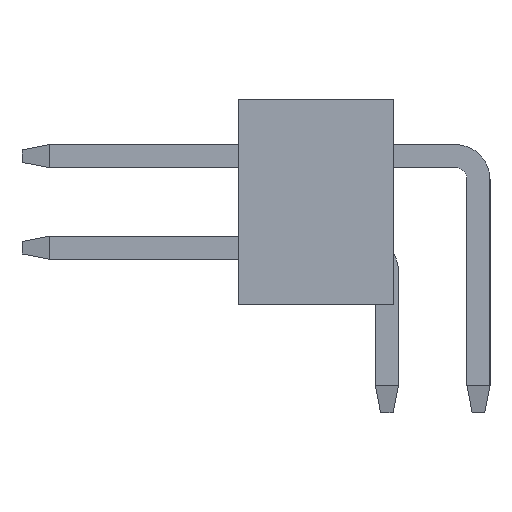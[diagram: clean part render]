
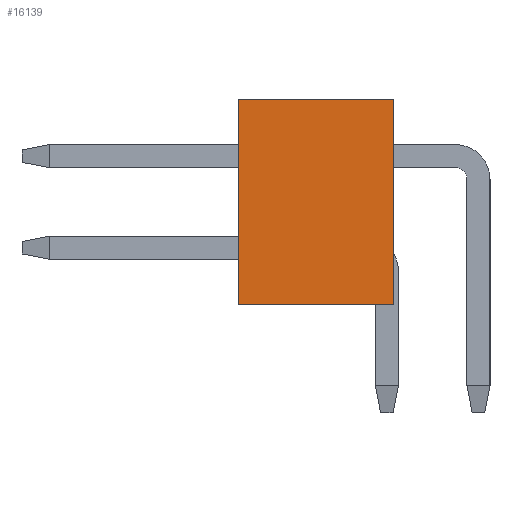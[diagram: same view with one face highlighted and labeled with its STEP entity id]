
A CAD part, left-side view. The second image highlights one B-rep face of the part: STEP entity #16139.
In plain terms, the highlighted planar face has unit normal (-1, 0, 0).
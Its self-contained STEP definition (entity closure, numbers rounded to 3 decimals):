
#9964=CARTESIAN_POINT('',(-1.27,0.,2.85));
#9965=VERTEX_POINT('',#9964);
#9972=CARTESIAN_POINT('',(-1.27,0.,-2.85));
#9973=VERTEX_POINT('',#9972);
#9974=CARTESIAN_POINT('',(-1.27,0.,2.85));
#9975=DIRECTION('',(0.,0.,-1.));
#9976=VECTOR('',#9975,5.7);
#9977=LINE('',#9974,#9976);
#9978=EDGE_CURVE('',#9965,#9973,#9977,.T.);
#16109=CARTESIAN_POINT('',(-1.27,0.,-2.85));
#16110=DIRECTION('',(0.,0.,1.));
#16111=DIRECTION('',(-1.,0.,0.));
#16112=AXIS2_PLACEMENT_3D('',#16109,#16111,#16110);
#16113=PLANE('',#16112);
#16114=CARTESIAN_POINT('',(-1.27,4.3,2.85));
#16115=VERTEX_POINT('',#16114);
#16116=CARTESIAN_POINT('',(-1.27,4.3,2.85));
#16117=DIRECTION('',(0.,-1.,0.));
#16118=VECTOR('',#16117,4.3);
#16119=LINE('',#16116,#16118);
#16120=EDGE_CURVE('',#16115,#9965,#16119,.T.);
#16121=ORIENTED_EDGE('',*,*,#16120,.F.);
#16122=CARTESIAN_POINT('',(-1.27,4.3,-2.85));
#16123=VERTEX_POINT('',#16122);
#16124=CARTESIAN_POINT('',(-1.27,4.3,-2.85));
#16125=DIRECTION('',(0.,0.,1.));
#16126=VECTOR('',#16125,5.7);
#16127=LINE('',#16124,#16126);
#16128=EDGE_CURVE('',#16123,#16115,#16127,.T.);
#16129=ORIENTED_EDGE('',*,*,#16128,.F.);
#16130=CARTESIAN_POINT('',(-1.27,0.,-2.85));
#16131=DIRECTION('',(0.,1.,0.));
#16132=VECTOR('',#16131,4.3);
#16133=LINE('',#16130,#16132);
#16134=EDGE_CURVE('',#9973,#16123,#16133,.T.);
#16135=ORIENTED_EDGE('',*,*,#16134,.F.);
#16136=ORIENTED_EDGE('',*,*,#9978,.F.);
#16137=EDGE_LOOP('',(#16121,#16129,#16135,#16136));
#16138=FACE_OUTER_BOUND('',#16137,.T.);
#16139=ADVANCED_FACE('',(#16138),#16113,.T.);
